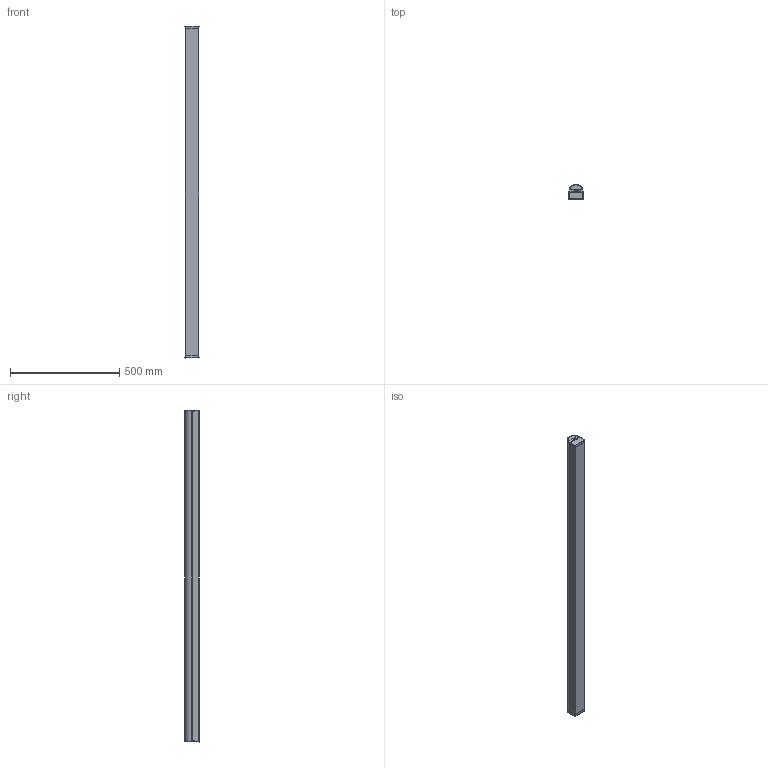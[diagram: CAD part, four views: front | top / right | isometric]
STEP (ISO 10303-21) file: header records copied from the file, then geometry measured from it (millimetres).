
FILE_DESCRIPTION (( 'STEP AP214' ), '1' );
FILE_NAME ('BAT_CBO_1500.STEP', '2025-01-29T07:44:43', ( '' ), ( '' ), 'SwSTEP 2.0', 'SolidWorks 2022', '' );
FILE_SCHEMA (( 'AUTOMOTIVE_DESIGN' ));
Length unit declared in the file: millimetre
Products named in the file (1): BAT_CBO_1500
Bounding box: 64.08 x 69.56 x 1518.85 mm (x, y, z)
Volume: 247916 mm3; surface area: 789067.2 mm2
Topology: 8 solids, 8 shells, 280 faces, 708 edges, 450 vertices
Faces by surface type: plane 170, cylinder 74, cone 20, torus 8, bspline 8
Entity records: 12505 total; most frequent: CARTESIAN_POINT 2713, ORIENTED_EDGE 1416, DIRECTION 1292, EDGE_CURVE 708, VECTOR 494, LINE 494, VERTEX_POINT 450, AXIS2_PLACEMENT_3D 399
